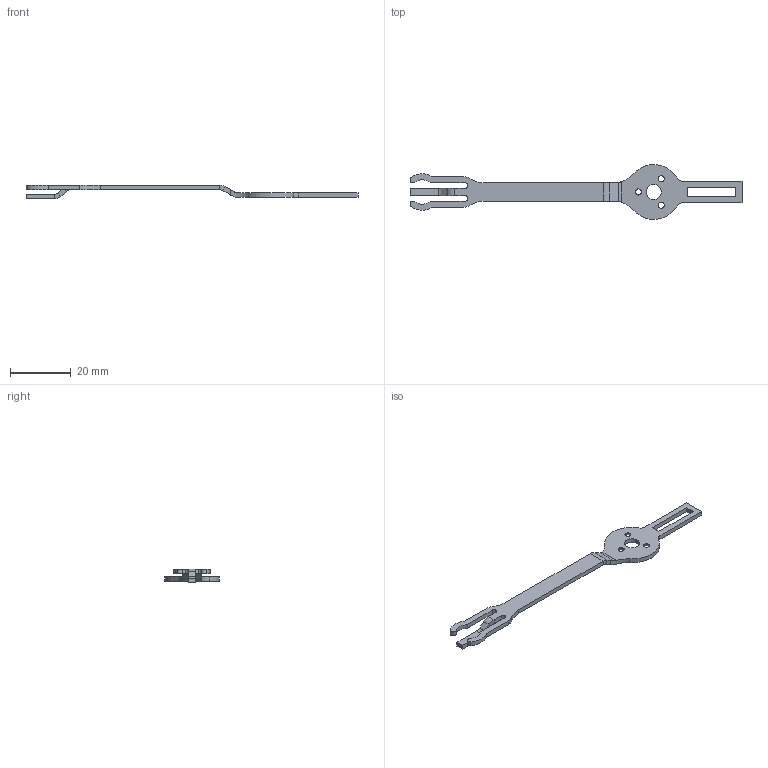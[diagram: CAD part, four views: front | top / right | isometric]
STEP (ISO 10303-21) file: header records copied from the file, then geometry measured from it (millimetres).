
FILE_DESCRIPTION(/* description */ (''),/* implementation_level */ '2;1');
FILE_NAME(/* name */ '9c0ddc10-b6a1-4485-86c6-c0a4b65bfec6.stp',/* time_stamp */ '2021-05-29T18:14:01+00:00',/* author */ (''),/* organization */ (''),/* preprocessor_version */ 'ST-DEVELOPER v18.1',/* originating_system */ 'Autodesk Translation Framework v10.9.0.1377',/* authorisation */ '');
FILE_SCHEMA (('AUTOMOTIVE_DESIGN { 1 0 10303 214 3 1 1 }'));
Length unit declared in the file: millimetre
Products named in the file (1): Magnet-Arm-REL1
Bounding box: 109 x 18 x 4.5 mm (x, y, z)
Volume: 1146.1 mm3; surface area: 2133.7 mm2
Topology: 1 solids, 1 shells, 73 faces, 189 edges, 118 vertices
Faces by surface type: plane 38, cylinder 32, cone 3
Full cylindrical faces by diameter (mm): 2 x3, 5 x1
Entity records: 2286 total; most frequent: DIRECTION 403, CARTESIAN_POINT 401, ORIENTED_EDGE 378, EDGE_CURVE 189, AXIS2_PLACEMENT_3D 144, VERTEX_POINT 118, LINE 115, VECTOR 115
